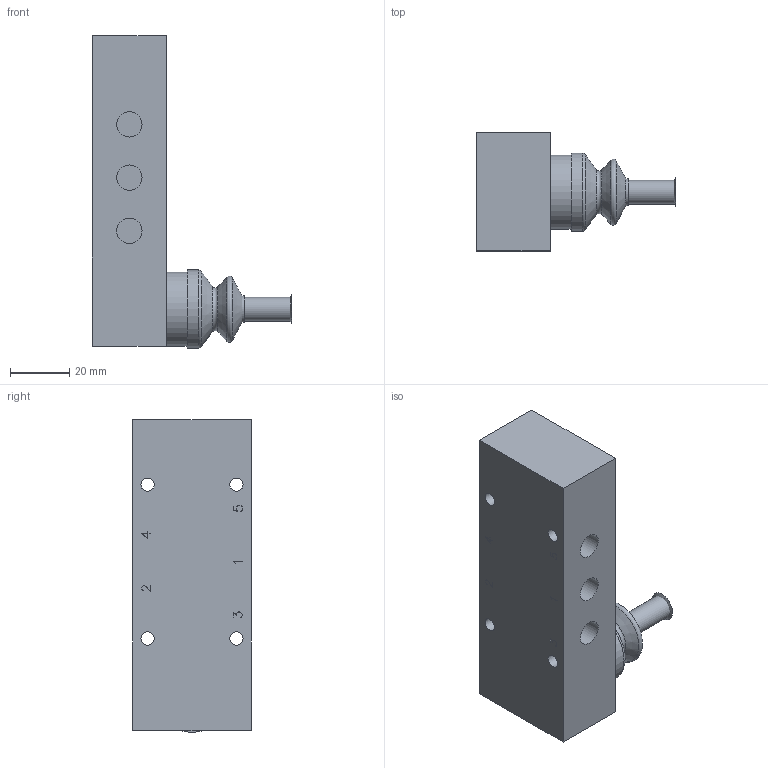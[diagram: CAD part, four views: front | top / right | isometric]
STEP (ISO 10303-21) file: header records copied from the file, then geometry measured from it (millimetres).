
FILE_DESCRIPTION (( 'STEP AP214' ), '1' );
FILE_NAME ('HR-18-530_Airtec.step', '2018-11-14T13:56:39', ( '' ), ( '' ), 'SwSTEP 2.0', 'SolidWorks 2010', '' );
FILE_SCHEMA (( 'AUTOMOTIVE_DESIGN' ));
Length unit declared in the file: millimetre
Products named in the file (1): HR-18-530_Airtec
Bounding box: 67.34 x 40 x 105.75 mm (x, y, z)
Volume: 111700.3 mm3; surface area: 20377.2 mm2
Topology: 1 solids, 1 shells, 274 faces, 756 edges, 504 vertices
Faces by surface type: plane 254, cylinder 13, bspline 4, cone 3
Full cylindrical faces by diameter (mm): 4.5 x4, 8 x1, 8.566 x5, 9 x1, 25 x1, 26.5 x1
Entity records: 9168 total; most frequent: CARTESIAN_POINT 2222, ORIENTED_EDGE 1466, DIRECTION 1293, EDGE_CURVE 733, LINE 697, VECTOR 697, VERTEX_POINT 500, EDGE_LOOP 321
